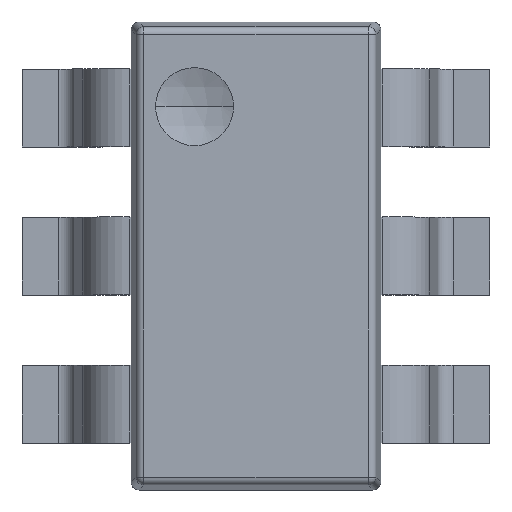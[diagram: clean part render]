
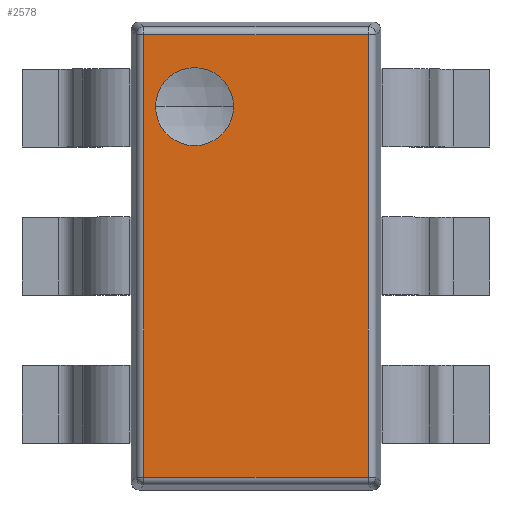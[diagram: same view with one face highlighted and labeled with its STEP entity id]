
A CAD part, top view. The second image highlights one B-rep face of the part: STEP entity #2578.
In plain terms, the highlighted planar face has unit normal (0, 0, 1).
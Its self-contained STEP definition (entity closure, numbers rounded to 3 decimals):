
#44 = DIRECTION ( 'NONE',  ( 1., 0., 0. ) ) ;
#63 = DIRECTION ( 'NONE',  ( 1., 0., 0. ) ) ;
#67 = CARTESIAN_POINT ( 'NONE',  ( -0.719, -1.5, 1.3 ) ) ;
#86 = LINE ( 'NONE', #67, #1193 ) ;
#102 = CARTESIAN_POINT ( 'NONE',  ( -0.394, 0.957, 1.3 ) ) ;
#152 = DIRECTION ( 'NONE',  ( 0., 0., 1. ) ) ;
#160 = DIRECTION ( 'NONE',  ( 0., -1., 0. ) ) ;
#161 = CARTESIAN_POINT ( 'NONE',  ( -0.8, -1.419, 1.3 ) ) ;
#187 = LINE ( 'NONE', #161, #1196 ) ;
#448 = EDGE_LOOP ( 'NONE', ( #3292, #3241 ) ) ;
#675 = DIRECTION ( 'NONE',  ( 1., 0., 0. ) ) ;
#687 = DIRECTION ( 'NONE',  ( 0., 1., 0. ) ) ;
#721 = CARTESIAN_POINT ( 'NONE',  ( -0.8, 1.419, 1.3 ) ) ;
#727 = DIRECTION ( 'NONE',  ( 0., 0., 1. ) ) ;
#752 = DIRECTION ( 'NONE',  ( -1., 0., 0. ) ) ;
#762 = LINE ( 'NONE', #796, #1188 ) ;
#779 = CARTESIAN_POINT ( 'NONE',  ( -0.394, 0.957, 1.3 ) ) ;
#788 = LINE ( 'NONE', #721, #1157 ) ;
#796 = CARTESIAN_POINT ( 'NONE',  ( 0.719, -1.5, 1.3 ) ) ;
#1049 = FACE_BOUND ( 'NONE', #448, .T. ) ;
#1157 = VECTOR ( 'NONE', #752, 1000. ) ;
#1160 = AXIS2_PLACEMENT_3D ( 'NONE', #779, #727, #675 ) ;
#1188 = VECTOR ( 'NONE', #687, 1000. ) ;
#1193 = VECTOR ( 'NONE', #160, 1000. ) ;
#1194 = AXIS2_PLACEMENT_3D ( 'NONE', #102, #152, #63 ) ;
#1196 = VECTOR ( 'NONE', #44, 1000. ) ;
#1686 = CARTESIAN_POINT ( 'NONE',  ( -0.719, 1.419, 1.3 ) ) ;
#1736 = CARTESIAN_POINT ( 'NONE',  ( 0.719, -1.419, 1.3 ) ) ;
#1758 = CARTESIAN_POINT ( 'NONE',  ( -0.719, -1.419, 1.3 ) ) ;
#1763 = CARTESIAN_POINT ( 'NONE',  ( 0.719, 1.419, 1.3 ) ) ;
#1844 = CARTESIAN_POINT ( 'NONE',  ( -0.644, 0.957, 1.3 ) ) ;
#1846 = CARTESIAN_POINT ( 'NONE',  ( -0.144, 0.957, 1.3 ) ) ;
#2022 = DIRECTION ( 'NONE',  ( 1., 0., 0. ) ) ;
#2029 = DIRECTION ( 'NONE',  ( 0., 0., 1. ) ) ;
#2033 = CARTESIAN_POINT ( 'NONE',  ( -0.8, -1.5, 1.3 ) ) ;
#2088 = PLANE ( 'NONE',  #4186 ) ;
#2204 = CIRCLE ( 'NONE', #1194, 0.25 ) ;
#2347 = EDGE_CURVE ( 'NONE', #3559, #3535, #187, .T. ) ;
#2348 = EDGE_CURVE ( 'NONE', #3479, #3559, #86, .T. ) ;
#2349 = EDGE_CURVE ( 'NONE', #3887, #3883, #2204, .T. ) ;
#2426 = CIRCLE ( 'NONE', #1160, 0.25 ) ;
#2480 = EDGE_CURVE ( 'NONE', #3535, #3565, #762, .T. ) ;
#2501 = EDGE_CURVE ( 'NONE', #3565, #3479, #788, .T. ) ;
#2508 = EDGE_CURVE ( 'NONE', #3883, #3887, #2426, .T. ) ;
#2578 = ADVANCED_FACE ( 'NONE', ( #1049, #4367 ), #2088, .T. ) ;
#3241 = ORIENTED_EDGE ( 'NONE', *, *, #2508, .F. ) ;
#3262 = ORIENTED_EDGE ( 'NONE', *, *, #2347, .T. ) ;
#3272 = ORIENTED_EDGE ( 'NONE', *, *, #2501, .T. ) ;
#3290 = ORIENTED_EDGE ( 'NONE', *, *, #2348, .T. ) ;
#3292 = ORIENTED_EDGE ( 'NONE', *, *, #2349, .F. ) ;
#3396 = EDGE_LOOP ( 'NONE', ( #3290, #3262, #3549, #3272 ) ) ;
#3479 = VERTEX_POINT ( 'NONE', #1686 ) ;
#3535 = VERTEX_POINT ( 'NONE', #1736 ) ;
#3549 = ORIENTED_EDGE ( 'NONE', *, *, #2480, .T. ) ;
#3559 = VERTEX_POINT ( 'NONE', #1758 ) ;
#3565 = VERTEX_POINT ( 'NONE', #1763 ) ;
#3883 = VERTEX_POINT ( 'NONE', #1844 ) ;
#3887 = VERTEX_POINT ( 'NONE', #1846 ) ;
#4186 = AXIS2_PLACEMENT_3D ( 'NONE', #2033, #2029, #2022 ) ;
#4367 = FACE_OUTER_BOUND ( 'NONE', #3396, .T. ) ;
